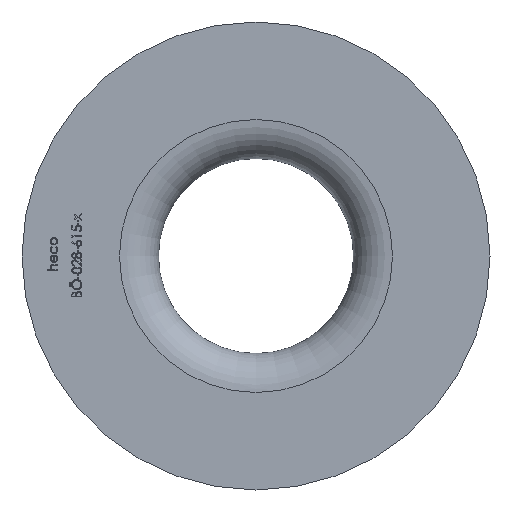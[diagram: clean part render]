
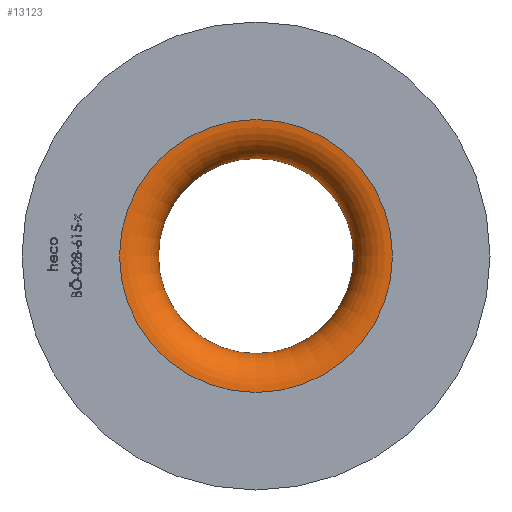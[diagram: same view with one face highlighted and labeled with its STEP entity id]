
A CAD part, left-side view. The second image highlights one B-rep face of the part: STEP entity #13123.
In plain terms, the highlighted toroidal (fillet/blend) face has major radius 17.5 mm and minor radius 5 mm.
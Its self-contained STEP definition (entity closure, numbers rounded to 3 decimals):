
#1002 = DIRECTION ( 'NONE',  ( 0., 0., -1. ) ) ;
#1939 = AXIS2_PLACEMENT_3D ( 'NONE', #3342, #4499, #7185 ) ;
#2786 = ORIENTED_EDGE ( 'NONE', *, *, #8330, .F. ) ;
#3135 = EDGE_LOOP ( 'NONE', ( #7896 ) ) ;
#3342 = CARTESIAN_POINT ( 'NONE',  ( 5., 0., 0. ) ) ;
#3639 = FACE_OUTER_BOUND ( 'NONE', #3135, .T. ) ;
#4499 = DIRECTION ( 'NONE',  ( 1., 0., 0. ) ) ;
#5226 = VERTEX_POINT ( 'NONE', #14638 ) ;
#6312 = CIRCLE ( 'NONE', #8284, 17.5 ) ;
#6581 = AXIS2_PLACEMENT_3D ( 'NONE', #14407, #10710, #13085 ) ;
#6634 = TOROIDAL_SURFACE ( 'NONE', #1939, 17.5, 5. ) ;
#7185 = DIRECTION ( 'NONE',  ( 0., 0., -1. ) ) ;
#7225 = CARTESIAN_POINT ( 'NONE',  ( 0., 0., -17.5 ) ) ;
#7551 = CIRCLE ( 'NONE', #6581, 12.5 ) ;
#7896 = ORIENTED_EDGE ( 'NONE', *, *, #11256, .F. ) ;
#8068 = DIRECTION ( 'NONE',  ( 1., 0., 0. ) ) ;
#8284 = AXIS2_PLACEMENT_3D ( 'NONE', #9368, #8068, #1002 ) ;
#8330 = EDGE_CURVE ( 'NONE', #15260, #15260, #6312, .T. ) ;
#9368 = CARTESIAN_POINT ( 'NONE',  ( 0., 0., 0. ) ) ;
#10710 = DIRECTION ( 'NONE',  ( -1., 0., 0. ) ) ;
#11256 = EDGE_CURVE ( 'NONE', #5226, #5226, #7551, .T. ) ;
#11660 = FACE_OUTER_BOUND ( 'NONE', #14429, .T. ) ;
#13085 = DIRECTION ( 'NONE',  ( 0., 0., -1. ) ) ;
#13123 = ADVANCED_FACE ( 'NONE', ( #11660, #3639 ), #6634, .T. ) ;
#14407 = CARTESIAN_POINT ( 'NONE',  ( 5., 0., 0. ) ) ;
#14429 = EDGE_LOOP ( 'NONE', ( #2786 ) ) ;
#14638 = CARTESIAN_POINT ( 'NONE',  ( 5., 0., -12.5 ) ) ;
#15260 = VERTEX_POINT ( 'NONE', #7225 ) ;
